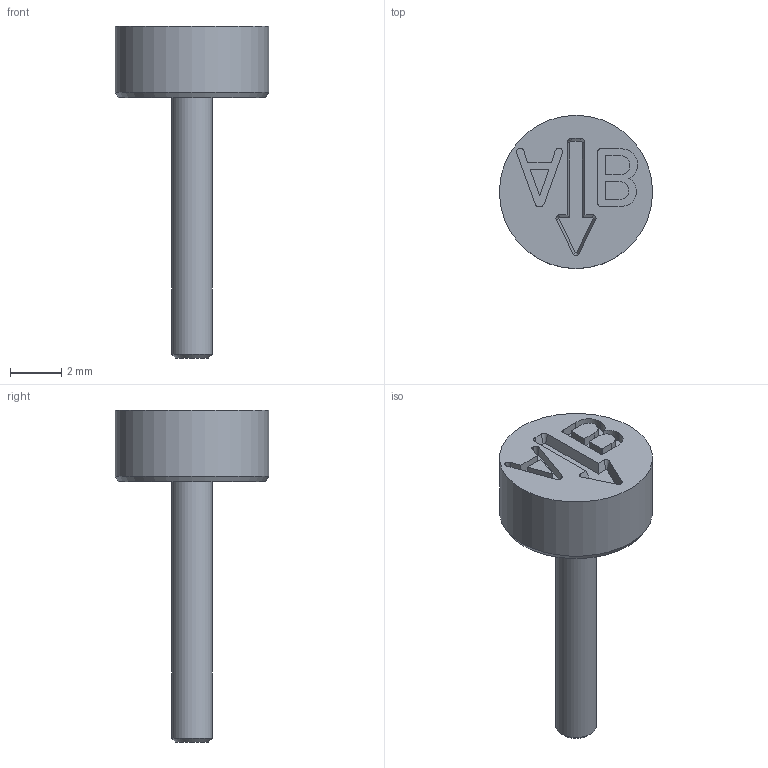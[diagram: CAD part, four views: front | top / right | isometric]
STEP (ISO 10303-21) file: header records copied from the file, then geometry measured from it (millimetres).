
FILE_DESCRIPTION(/* description */ (''),/* implementation_level */ '2;1');
FILE_NAME(/* name */ 'Dati-3000_RF$6$Jahr.stp',/* time_stamp */ '2025-08-28T15:20:01+02:00',/* author */ ('olafg'),/* organization */ (''),/* preprocessor_version */ 'ST-DEVELOPER v20',/* originating_system */ 'Autodesk Inventor 2024',/* authorisation */ '');
FILE_SCHEMA (('AUTOMOTIVE_DESIGN { 1 0 10303 214 3 1 1 }'));
Length unit declared in the file: millimetre
Products named in the file (1): 3006-05-00 F Stelleinsatz
Bounding box: 6 x 6 x 13 mm (x, y, z)
Volume: 96.9 mm3; surface area: 171 mm2
Topology: 1 solids, 1 shells, 66 faces, 169 edges, 112 vertices
Faces by surface type: plane 35, bspline 22, cone 7, cylinder 2
Full cylindrical faces by diameter (mm): 1.6 x1, 6 x1
Entity records: 2196 total; most frequent: CARTESIAN_POINT 682, ORIENTED_EDGE 338, DIRECTION 231, EDGE_CURVE 169, VERTEX_POINT 112, LINE 109, VECTOR 109, EDGE_LOOP 73
